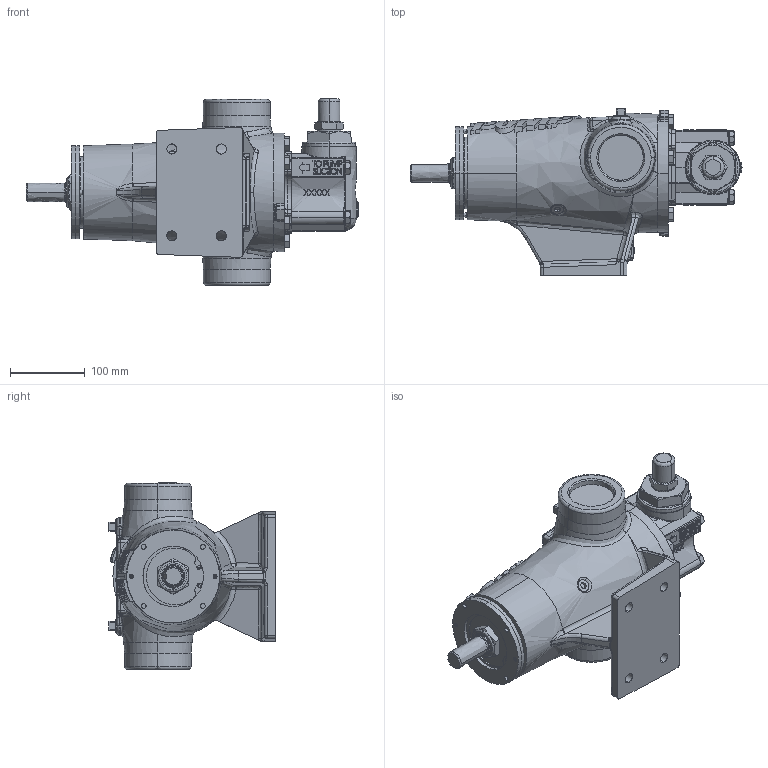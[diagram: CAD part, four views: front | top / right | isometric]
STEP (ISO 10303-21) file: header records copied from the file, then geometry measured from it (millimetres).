
FILE_DESCRIPTION(('FreeCAD Model'),'2;1');
FILE_NAME('Open CASCADE Shape Model','2025-05-08T08:49:59',('FreeCAD'),( 'FreeCAD'),'Open CASCADE STEP processor 7.6','FreeCAD','Unknown');
FILE_SCHEMA(('AUTOMOTIVE_DESIGN { 1 0 10303 214 1 1 1 1 }'));
Products named in the file (1): Open CASCADE STEP translator 7.6 1
Bounding box: 444.22 x 223.11 x 249.9 mm (x, y, z)
Volume: 6684290.5 mm3; surface area: 365560.2 mm2
Topology: 1 solids, 1 shells, 1638 faces, 4147 edges, 2579 vertices
Faces by surface type: bspline 1638
Entity records: 70620 total; most frequent: CARTESIAN_POINT 46771, ORIENTED_EDGE 8244, EDGE_CURVE 4122, B_SPLINE_CURVE_WITH_KNOTS 2836, VERTEX_POINT 2576, FACE_BOUND 1766, EDGE_LOOP 1766, ADVANCED_FACE 1638
